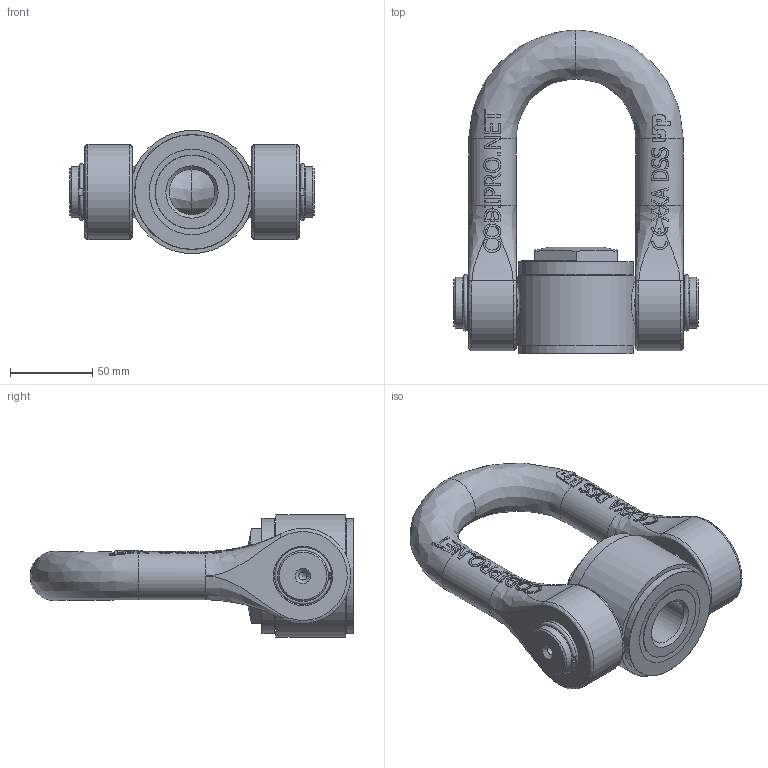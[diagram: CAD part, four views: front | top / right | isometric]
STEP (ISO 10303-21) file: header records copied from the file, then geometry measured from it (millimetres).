
FILE_DESCRIPTION(/* description */ (''),/* implementation_level */ '2;1');
FILE_NAME(/* name */ 'FE DSS U125 UP.stp',/* time_stamp */ '2017-09-22T10:05:44+02:00',/* author */ ('rklenes'),/* organization */ (''),/* preprocessor_version */ 'ST-DEVELOPER v16.5',/* originating_system */ 'Autodesk Inventor 2017',/* authorisation */ '');
FILE_SCHEMA (('AUTOMOTIVE_DESIGN { 1 0 10303 214 3 1 1 }'));
Length unit declared in the file: millimetre
Products named in the file (7): FE DSS U125 UP; DSS_N3X51_UP; DSM_N3; DIN 7993 - A 32; DSM_N3X51; DSE_M45A; FE_DSA_U11-4_UP
Assembly tree (7 placements, depth 3):
  FE DSS U125 UP
    DSS_N3X51_UP
      DSM_N3
      DIN 7993 - A 32  x2
      DSM_N3X51
    DSE_M45A
    FE_DSA_U11-4_UP
Bounding box: 148.5 x 197 x 74.72 mm (x, y, z)
Volume: 595779.2 mm3; surface area: 121197.7 mm2
Topology: 6 solids, 6 shells, 1043 faces, 2839 edges, 1887 vertices
Faces by surface type: plane 505, bspline 420, cylinder 75, cone 27, torus 15, sphere 1
Full cylindrical faces by diameter (mm): 4.917 x2, 27.813 x1, 29 x2, 31 x4, 32.25 x2, 45 x3, 45.2 x1, 50.7 x2, 51 x3, 70 x2
Entity records: 38534 total; most frequent: CARTESIAN_POINT 14980, ORIENTED_EDGE 5540, DIRECTION 3427, EDGE_CURVE 2770, VERTEX_POINT 1875, LINE 1473, VECTOR 1473, EDGE_LOOP 1185
